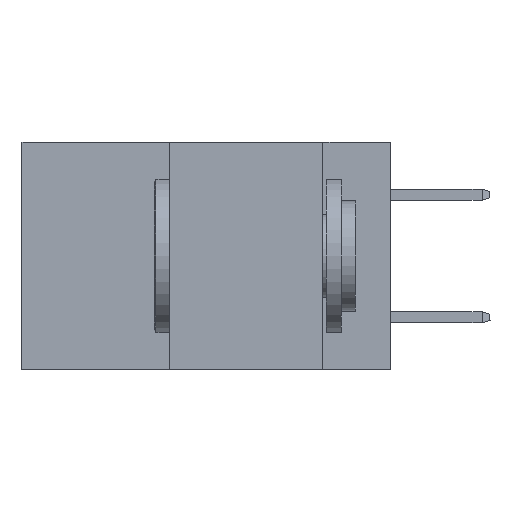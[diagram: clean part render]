
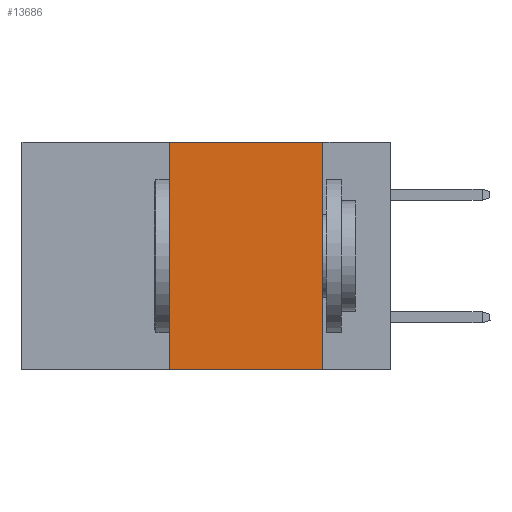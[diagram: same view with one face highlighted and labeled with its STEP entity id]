
A CAD part, left-side view. The second image highlights one B-rep face of the part: STEP entity #13686.
In plain terms, the highlighted planar face has unit normal (-1, 0, 0).
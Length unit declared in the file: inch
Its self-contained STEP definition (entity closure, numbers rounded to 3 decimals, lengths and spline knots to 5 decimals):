
#887 = DIRECTION ( 'NONE',  ( 0., 0., -1. ) ) ;
#1253 = ORIENTED_EDGE ( 'NONE', *, *, #7258, .F. ) ;
#1434 = LINE ( 'NONE', #2489, #11479 ) ;
#1451 = CARTESIAN_POINT ( 'NONE',  ( 0., 0.36, -0.37 ) ) ;
#1459 = DIRECTION ( 'NONE',  ( 0., -1., 0. ) ) ;
#1649 = CARTESIAN_POINT ( 'NONE',  ( 0., 0.6, 0. ) ) ;
#1929 = ORIENTED_EDGE ( 'NONE', *, *, #6579, .F. ) ;
#2489 = CARTESIAN_POINT ( 'NONE',  ( 0., 0.36, 0. ) ) ;
#3680 = DIRECTION ( 'NONE',  ( 0., 0., -1. ) ) ;
#3912 = EDGE_LOOP ( 'NONE', ( #1253, #13503, #1929, #8795 ) ) ;
#4849 = CARTESIAN_POINT ( 'NONE',  ( 0., 0.6, -0.37 ) ) ;
#5141 = VECTOR ( 'NONE', #887, 39.37008 ) ;
#6071 = VERTEX_POINT ( 'NONE', #15722 ) ;
#6124 = DIRECTION ( 'NONE',  ( 0., -1., 0. ) ) ;
#6579 = EDGE_CURVE ( 'NONE', #13801, #16826, #1434, .T. ) ;
#6848 = EDGE_CURVE ( 'NONE', #13801, #12793, #12911, .T. ) ;
#7228 = CARTESIAN_POINT ( 'NONE',  ( 0., 0.11, 0. ) ) ;
#7258 = EDGE_CURVE ( 'NONE', #6071, #12793, #10649, .T. ) ;
#7396 = FACE_OUTER_BOUND ( 'NONE', #3912, .T. ) ;
#7740 = DIRECTION ( 'NONE',  ( 0., 0., 1. ) ) ;
#8795 = ORIENTED_EDGE ( 'NONE', *, *, #6848, .T. ) ;
#8959 = EDGE_CURVE ( 'NONE', #16826, #6071, #15873, .T. ) ;
#10195 = CARTESIAN_POINT ( 'NONE',  ( 0., 0.6, 0. ) ) ;
#10649 = LINE ( 'NONE', #7228, #5141 ) ;
#11479 = VECTOR ( 'NONE', #7740, 39.37008 ) ;
#11854 = CARTESIAN_POINT ( 'NONE',  ( 0., 0.11, -0.37 ) ) ;
#11883 = CARTESIAN_POINT ( 'NONE',  ( 0., 0.36, 0. ) ) ;
#12793 = VERTEX_POINT ( 'NONE', #11854 ) ;
#12911 = LINE ( 'NONE', #4849, #15974 ) ;
#12915 = PLANE ( 'NONE',  #15921 ) ;
#13503 = ORIENTED_EDGE ( 'NONE', *, *, #8959, .F. ) ;
#13653 = VECTOR ( 'NONE', #1459, 39.37008 ) ;
#13686 = ADVANCED_FACE ( 'NONE', ( #7396 ), #12915, .F. ) ;
#13801 = VERTEX_POINT ( 'NONE', #1451 ) ;
#15538 = DIRECTION ( 'NONE',  ( 1., 0., 0. ) ) ;
#15722 = CARTESIAN_POINT ( 'NONE',  ( 0., 0.11, 0. ) ) ;
#15873 = LINE ( 'NONE', #1649, #13653 ) ;
#15921 = AXIS2_PLACEMENT_3D ( 'NONE', #10195, #15538, #3680 ) ;
#15974 = VECTOR ( 'NONE', #6124, 39.37008 ) ;
#16826 = VERTEX_POINT ( 'NONE', #11883 ) ;
